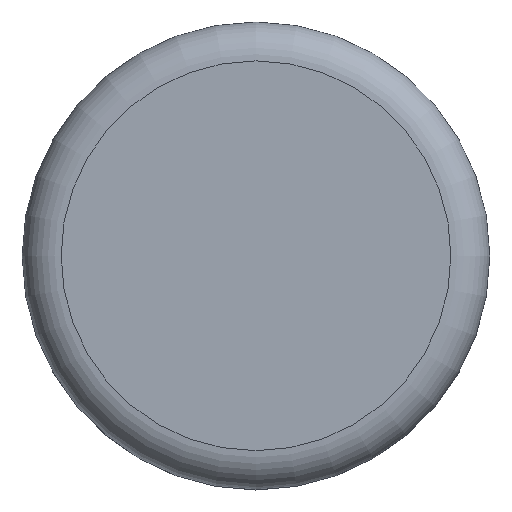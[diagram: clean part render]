
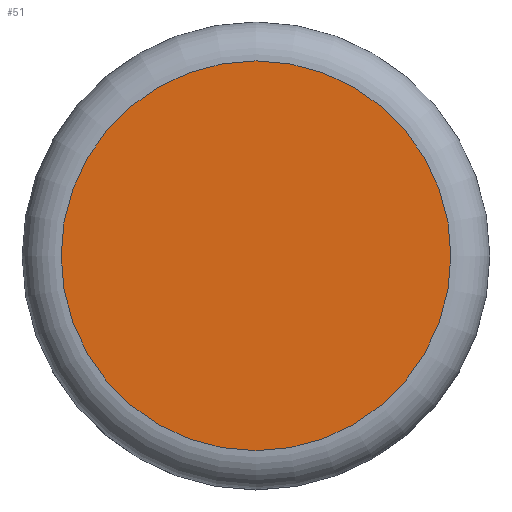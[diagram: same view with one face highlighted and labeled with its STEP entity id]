
A CAD part, top view. The second image highlights one B-rep face of the part: STEP entity #51.
In plain terms, the highlighted planar face has unit normal (0, 0, 1).
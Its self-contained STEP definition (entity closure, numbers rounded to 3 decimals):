
#51 = ADVANCED_FACE( '', ( #112 ), #113, .F. );
#112 = FACE_OUTER_BOUND( '', #185, .T. );
#113 = PLANE( '', #186 );
#185 = EDGE_LOOP( '', ( #262 ) );
#186 = AXIS2_PLACEMENT_3D( '', #263, #264, #265 );
#262 = ORIENTED_EDGE( '', *, *, #345, .T. );
#263 = CARTESIAN_POINT( '', ( 6., 0., 16. ) );
#264 = DIRECTION( '', ( 0., 0., -1. ) );
#265 = DIRECTION( '', ( -1., 0., 0. ) );
#345 = EDGE_CURVE( '', #386, #386, #387, .F. );
#386 = VERTEX_POINT( '', #435 );
#387 = CIRCLE( '', #436, 5. );
#435 = CARTESIAN_POINT( '', ( -5., 0., 16. ) );
#436 = AXIS2_PLACEMENT_3D( '', #486, #487, #488 );
#486 = CARTESIAN_POINT( '', ( 0., 0., 16. ) );
#487 = DIRECTION( '', ( 0., 0., -1. ) );
#488 = DIRECTION( '', ( -1., 0., 0. ) );
